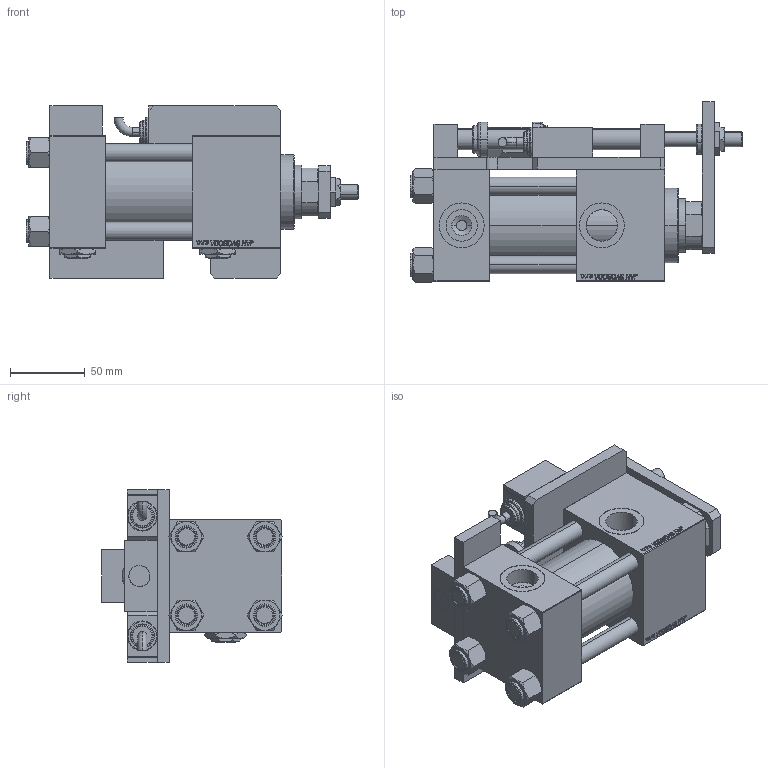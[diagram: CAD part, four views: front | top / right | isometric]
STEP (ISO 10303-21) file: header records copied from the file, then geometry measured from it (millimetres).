
FILE_DESCRIPTION (( 'STEP AP203' ), '1' );
FILE_NAME ('5b32.STEP', '2026-02-02T09:17:25', ( '' ), ( '' ), 'SwSTEP 2.0', 'SolidWorks 2019', '' );
FILE_SCHEMA (( 'CONFIG_CONTROL_DESIGN' ));
Length unit declared in the file: millimetre
Products named in the file (17): V215CD_SWITCH_Q_ZARAZKA 59ab0e7f8238bb41d891eab4f1ff6d8a; V215CD_Body_C 59ab0e7f8238bb41d891eab4f1ff6d8a; NUT_M5_V215CD_C 59ab0e7f8238bb41d891eab4f1ff6d8a; V215CD_SWITCH_Q_PODLOZKA_FRONT 59ab0e7f8238bb41d891eab4f1ff6d8a; V215CD_SWITCH_Q_BLOK 59ab0e7f8238bb41d891eab4f1ff6d8a; V215CD_SWITCH_Q_PODLOZKA_BACK 59ab0e7f8238bb41d891eab4f1ff6d8a; V215CD_SWITCH_Q_DIMA 59ab0e7f8238bb41d891eab4f1ff6d8a; Zatka_pro_OIL_PORT 59ab0e7f8238bb41d891eab4f1ff6d8a; V215CD_SWITCH_Q_TYC 59ab0e7f8238bb41d891eab4f1ff6d8a; V215CD_SWITCH_Q_MAGNET 59ab0e7f8238bb41d891eab4f1ff6d8a; 5b32; V215CD_VCP_C 59ab0e7f8238bb41d891eab4f1ff6d8a; V215CD_SWITCH_Q_SWITCH 59ab0e7f8238bb41d891eab4f1ff6d8a; V215CD_SWITCH_Q_NUT 59ab0e7f8238bb41d891eab4f1ff6d8a; V215CD_SWITCH_Q_NUT10 59ab0e7f8238bb41d891eab4f1ff6d8a; V215CD_C_TYCINKA 59ab0e7f8238bb41d891eab4f1ff6d8a; V215CD_VC_C 59ab0e7f8238bb41d891eab4f1ff6d8a
Assembly tree (26 placements, depth 2):
  5b32
    V215CD_Body_C 59ab0e7f8238bb41d891eab4f1ff6d8a
    V215CD_VC_C 59ab0e7f8238bb41d891eab4f1ff6d8a
    V215CD_VCP_C 59ab0e7f8238bb41d891eab4f1ff6d8a
    V215CD_C_TYCINKA 59ab0e7f8238bb41d891eab4f1ff6d8a  x4
    NUT_M5_V215CD_C 59ab0e7f8238bb41d891eab4f1ff6d8a  x4
    V215CD_SWITCH_Q_PODLOZKA_BACK 59ab0e7f8238bb41d891eab4f1ff6d8a
    V215CD_SWITCH_Q_PODLOZKA_FRONT 59ab0e7f8238bb41d891eab4f1ff6d8a
    V215CD_SWITCH_Q_DIMA 59ab0e7f8238bb41d891eab4f1ff6d8a
    V215CD_SWITCH_Q_BLOK 59ab0e7f8238bb41d891eab4f1ff6d8a  x2
    V215CD_SWITCH_Q_TYC 59ab0e7f8238bb41d891eab4f1ff6d8a
    V215CD_SWITCH_Q_NUT 59ab0e7f8238bb41d891eab4f1ff6d8a
    V215CD_SWITCH_Q_NUT10 59ab0e7f8238bb41d891eab4f1ff6d8a
    V215CD_SWITCH_Q_ZARAZKA 59ab0e7f8238bb41d891eab4f1ff6d8a
    V215CD_SWITCH_Q_SWITCH 59ab0e7f8238bb41d891eab4f1ff6d8a  x2
    V215CD_SWITCH_Q_MAGNET 59ab0e7f8238bb41d891eab4f1ff6d8a  x2
    Zatka_pro_OIL_PORT 59ab0e7f8238bb41d891eab4f1ff6d8a  x2
Bounding box: 221.5 x 120.27 x 115 mm (x, y, z)
Volume: 935996 mm3; surface area: 242484 mm2
Topology: 26 solids, 26 shells, 1477 faces, 3620 edges, 2334 vertices
Faces by surface type: plane 694, bspline 392, cone 189, cylinder 166, torus 36
Entity records: 57924 total; most frequent: CARTESIAN_POINT 28607, ORIENTED_EDGE 6216, DIRECTION 4365, EDGE_CURVE 3108, VERTEX_POINT 2028, VECTOR 1845, LINE 1845, EDGE_LOOP 1406
